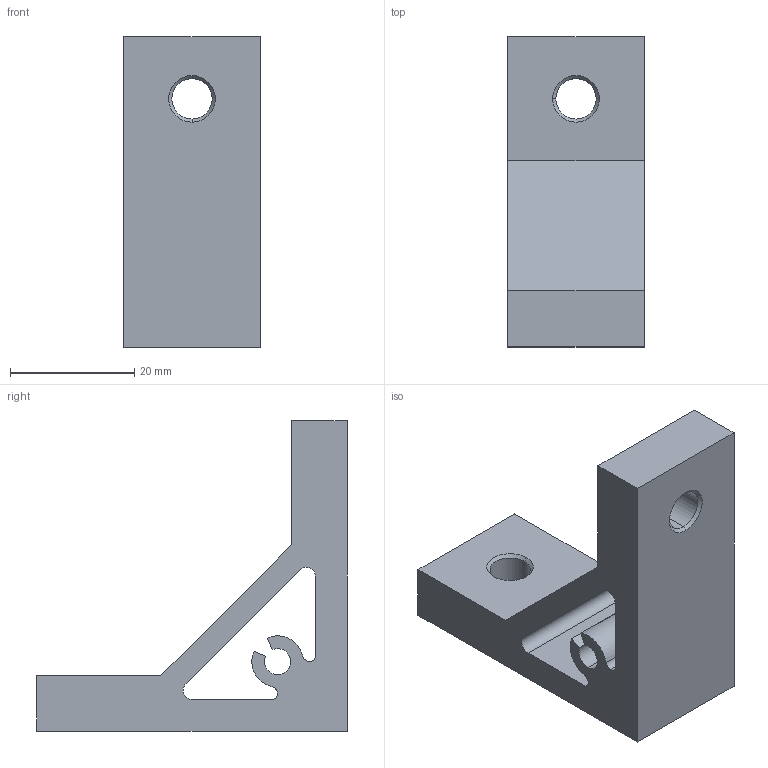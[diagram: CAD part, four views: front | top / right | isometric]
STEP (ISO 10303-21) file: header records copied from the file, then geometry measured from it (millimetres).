
FILE_DESCRIPTION (( 'STEP AP214' ), '1' );
FILE_NAME ('AL-3.31.50.20.20.STEP', '2019-10-22T07:36:35', ( '' ), ( '' ), 'SwSTEP 2.0', 'SolidWorks 2018', '' );
FILE_SCHEMA (( 'AUTOMOTIVE_DESIGN' ));
Length unit declared in the file: millimetre
Products named in the file (1): AL-3.31.50.20.20
Bounding box: 22 x 50 x 50 mm (x, y, z)
Surface area: 8092.1 mm2 (no closed solid volume)
Topology: 0 solids, 1 shells, 37 faces, 97 edges, 62 vertices
Faces by surface type: cylinder 15, plane 14, cone 8
Entity records: 1587 total; most frequent: DIRECTION 211, CARTESIAN_POINT 197, ORIENTED_EDGE 194, EDGE_CURVE 97, AXIS2_PLACEMENT_3D 76, VERTEX_POINT 62, LINE 59, VECTOR 59
